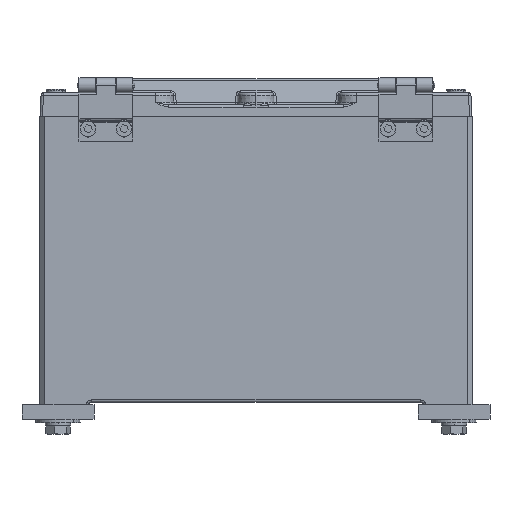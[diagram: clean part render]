
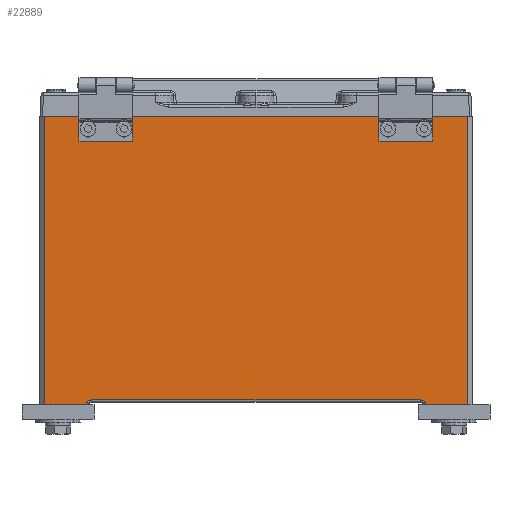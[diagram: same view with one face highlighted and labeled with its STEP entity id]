
A CAD part, left-side view. The second image highlights one B-rep face of the part: STEP entity #22889.
In plain terms, the highlighted face is planar.
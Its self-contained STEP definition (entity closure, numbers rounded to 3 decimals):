
#45 = VERTEX_POINT ( 'NONE', #36585 ) ;
#66 = ORIENTED_EDGE ( 'NONE', *, *, #18615, .T. ) ;
#547 = ORIENTED_EDGE ( 'NONE', *, *, #10023, .T. ) ;
#861 = DIRECTION ( 'NONE',  ( 1., 0., 0. ) ) ;
#1035 = LINE ( 'NONE', #27650, #26798 ) ;
#2040 = ORIENTED_EDGE ( 'NONE', *, *, #45102, .F. ) ;
#2203 = DIRECTION ( 'NONE',  ( 0., 0., -1. ) ) ;
#2520 = VERTEX_POINT ( 'NONE', #13757 ) ;
#2675 = LINE ( 'NONE', #29263, #8351 ) ;
#2703 = VERTEX_POINT ( 'NONE', #40436 ) ;
#2818 = VERTEX_POINT ( 'NONE', #6009 ) ;
#2999 = FACE_OUTER_BOUND ( 'NONE', #39795, .T. ) ;
#3063 = DIRECTION ( 'NONE',  ( 0., 0., 1. ) ) ;
#3129 = LINE ( 'NONE', #23692, #9076 ) ;
#3837 = ORIENTED_EDGE ( 'NONE', *, *, #5356, .F. ) ;
#4667 = DIRECTION ( 'NONE',  ( 0., 0., -1. ) ) ;
#5356 = EDGE_CURVE ( 'NONE', #35914, #43384, #18524, .T. ) ;
#5376 = ORIENTED_EDGE ( 'NONE', *, *, #41530, .T. ) ;
#5396 = VERTEX_POINT ( 'NONE', #40560 ) ;
#5700 = AXIS2_PLACEMENT_3D ( 'NONE', #7323, #33921, #8870 ) ;
#5717 = CARTESIAN_POINT ( 'NONE',  ( 117.5, -110., -16. ) ) ;
#5780 = DIRECTION ( 'NONE',  ( 0., 0., -1. ) ) ;
#6009 = CARTESIAN_POINT ( 'NONE',  ( 117.5, 176., -2.5 ) ) ;
#6821 = CARTESIAN_POINT ( 'NONE',  ( 117.5, 180., -43. ) ) ;
#6998 = CARTESIAN_POINT ( 'NONE',  ( 117.5, 140., -12.5 ) ) ;
#7116 = DIRECTION ( 'NONE',  ( 0., 1., 0. ) ) ;
#7323 = CARTESIAN_POINT ( 'NONE',  ( 117.5, -110., -12.5 ) ) ;
#7327 = EDGE_CURVE ( 'NONE', #41006, #2703, #2675, .T. ) ;
#7737 = EDGE_CURVE ( 'NONE', #21264, #43384, #22032, .T. ) ;
#7930 = DIRECTION ( 'NONE',  ( 0., 0., -1. ) ) ;
#8273 = CARTESIAN_POINT ( 'NONE',  ( 117.5, -140., -12.5 ) ) ;
#8351 = VECTOR ( 'NONE', #8770, 1000. ) ;
#8770 = DIRECTION ( 'NONE',  ( 0., -1., 0. ) ) ;
#8870 = DIRECTION ( 'NONE',  ( 0., 0., -1. ) ) ;
#9076 = VECTOR ( 'NONE', #3063, 1000. ) ;
#9508 = VERTEX_POINT ( 'NONE', #29516 ) ;
#9725 = CIRCLE ( 'NONE', #25970, 5. ) ;
#9917 = DIRECTION ( 'NONE',  ( 1., 0., 0. ) ) ;
#10023 = EDGE_CURVE ( 'NONE', #35914, #2818, #3129, .T. ) ;
#10185 = CARTESIAN_POINT ( 'NONE',  ( 117.5, 137., -243.5 ) ) ;
#10506 = CARTESIAN_POINT ( 'NONE',  ( 117.5, -140., -12.5 ) ) ;
#11259 = CARTESIAN_POINT ( 'NONE',  ( 117.5, -176., -43. ) ) ;
#12873 = EDGE_LOOP ( 'NONE', ( #31912, #2040 ) ) ;
#12898 = DIRECTION ( 'NONE',  ( 0., 0., -1. ) ) ;
#13080 = DIRECTION ( 'NONE',  ( 0., 0., -1. ) ) ;
#13477 = EDGE_CURVE ( 'NONE', #9508, #2818, #35527, .T. ) ;
#13757 = CARTESIAN_POINT ( 'NONE',  ( 117.5, 140., -9. ) ) ;
#14701 = AXIS2_PLACEMENT_3D ( 'NONE', #10506, #43204, #24964 ) ;
#14927 = EDGE_CURVE ( 'NONE', #44924, #2520, #36642, .T. ) ;
#14994 = CARTESIAN_POINT ( 'NONE',  ( 117.5, 180., -2.5 ) ) ;
#15093 = CIRCLE ( 'NONE', #40966, 3.5 ) ;
#15826 = AXIS2_PLACEMENT_3D ( 'NONE', #36516, #9917, #44902 ) ;
#16517 = EDGE_CURVE ( 'NONE', #20612, #46073, #18036, .T. ) ;
#17865 = VECTOR ( 'NONE', #41618, 1000. ) ;
#18036 = CIRCLE ( 'NONE', #20377, 3.5 ) ;
#18184 = CARTESIAN_POINT ( 'NONE',  ( 117.5, 140., -12.5 ) ) ;
#18524 = LINE ( 'NONE', #39072, #34280 ) ;
#18615 = EDGE_CURVE ( 'NONE', #41006, #27431, #9725, .T. ) ;
#20006 = DIRECTION ( 'NONE',  ( -1., 0., 0. ) ) ;
#20377 = AXIS2_PLACEMENT_3D ( 'NONE', #46839, #26310, #5780 ) ;
#20479 = DIRECTION ( 'NONE',  ( 1., 0., 0. ) ) ;
#20612 = VERTEX_POINT ( 'NONE', #35629 ) ;
#20904 = CARTESIAN_POINT ( 'NONE',  ( 117.5, -141.899, -242.5 ) ) ;
#21264 = VERTEX_POINT ( 'NONE', #33030 ) ;
#21321 = ORIENTED_EDGE ( 'NONE', *, *, #33580, .F. ) ;
#21384 = CARTESIAN_POINT ( 'NONE',  ( 117.5, 110., -12.5 ) ) ;
#21913 = ORIENTED_EDGE ( 'NONE', *, *, #7737, .T. ) ;
#22032 = CIRCLE ( 'NONE', #27514, 5. ) ;
#22475 = EDGE_LOOP ( 'NONE', ( #32389, #31006 ) ) ;
#22593 = CIRCLE ( 'NONE', #46071, 3.5 ) ;
#22889 = ADVANCED_FACE ( 'NONE', ( #25825, #31861, #38005, #44057, #2999 ), #27353, .T. ) ;
#23168 = CIRCLE ( 'NONE', #14701, 3.5 ) ;
#23438 = ORIENTED_EDGE ( 'NONE', *, *, #31807, .F. ) ;
#23692 = CARTESIAN_POINT ( 'NONE',  ( 117.5, 176., -43. ) ) ;
#24289 = DIRECTION ( 'NONE',  ( 0., 0., -1. ) ) ;
#24964 = DIRECTION ( 'NONE',  ( 0., 0., -1. ) ) ;
#25220 = CARTESIAN_POINT ( 'NONE',  ( 117.5, 176., -242.5 ) ) ;
#25825 = FACE_BOUND ( 'NONE', #12873, .T. ) ;
#25970 = AXIS2_PLACEMENT_3D ( 'NONE', #40530, #20006, #46601 ) ;
#26310 = DIRECTION ( 'NONE',  ( 1., 0., 0. ) ) ;
#26478 = ORIENTED_EDGE ( 'NONE', *, *, #7327, .F. ) ;
#26798 = VECTOR ( 'NONE', #7116, 1000. ) ;
#27353 = PLANE ( 'NONE',  #28268 ) ;
#27431 = VERTEX_POINT ( 'NONE', #38749 ) ;
#27514 = AXIS2_PLACEMENT_3D ( 'NONE', #10185, #35335, #7930 ) ;
#27650 = CARTESIAN_POINT ( 'NONE',  ( 117.5, 137., -238.5 ) ) ;
#27898 = ORIENTED_EDGE ( 'NONE', *, *, #46652, .F. ) ;
#28268 = AXIS2_PLACEMENT_3D ( 'NONE', #6821, #33403, #12898 ) ;
#28555 = AXIS2_PLACEMENT_3D ( 'NONE', #18184, #44808, #24289 ) ;
#29165 = CIRCLE ( 'NONE', #15826, 3.5 ) ;
#29172 = VERTEX_POINT ( 'NONE', #46881 ) ;
#29263 = CARTESIAN_POINT ( 'NONE',  ( 117.5, 180., -242.5 ) ) ;
#29516 = CARTESIAN_POINT ( 'NONE',  ( 117.5, -176., -2.5 ) ) ;
#31006 = ORIENTED_EDGE ( 'NONE', *, *, #16517, .F. ) ;
#31192 = EDGE_CURVE ( 'NONE', #27431, #21264, #1035, .T. ) ;
#31665 = ORIENTED_EDGE ( 'NONE', *, *, #31192, .T. ) ;
#31750 = LINE ( 'NONE', #11259, #42858 ) ;
#31762 = ORIENTED_EDGE ( 'NONE', *, *, #13477, .F. ) ;
#31807 = EDGE_CURVE ( 'NONE', #37075, #45, #40928, .T. ) ;
#31861 = FACE_BOUND ( 'NONE', #45372, .T. ) ;
#31912 = ORIENTED_EDGE ( 'NONE', *, *, #45215, .F. ) ;
#32389 = ORIENTED_EDGE ( 'NONE', *, *, #36027, .F. ) ;
#32907 = DIRECTION ( 'NONE',  ( 0., -1., 0. ) ) ;
#33030 = CARTESIAN_POINT ( 'NONE',  ( 117.5, 137., -238.5 ) ) ;
#33403 = DIRECTION ( 'NONE',  ( 1., 0., 0. ) ) ;
#33580 = EDGE_CURVE ( 'NONE', #45, #37075, #29165, .T. ) ;
#33584 = DIRECTION ( 'NONE',  ( 1., 0., 0. ) ) ;
#33921 = DIRECTION ( 'NONE',  ( 1., 0., 0. ) ) ;
#34280 = VECTOR ( 'NONE', #32907, 1000. ) ;
#35335 = DIRECTION ( 'NONE',  ( -1., 0., 0. ) ) ;
#35527 = LINE ( 'NONE', #14994, #17865 ) ;
#35629 = CARTESIAN_POINT ( 'NONE',  ( 117.5, 110., -9. ) ) ;
#35914 = VERTEX_POINT ( 'NONE', #25220 ) ;
#36027 = EDGE_CURVE ( 'NONE', #46073, #20612, #15093, .T. ) ;
#36060 = EDGE_LOOP ( 'NONE', ( #37292, #27898 ) ) ;
#36516 = CARTESIAN_POINT ( 'NONE',  ( 117.5, -110., -12.5 ) ) ;
#36585 = CARTESIAN_POINT ( 'NONE',  ( 117.5, -110., -9. ) ) ;
#36620 = CARTESIAN_POINT ( 'NONE',  ( 117.5, 110., -16. ) ) ;
#36642 = CIRCLE ( 'NONE', #40161, 3.5 ) ;
#36997 = CIRCLE ( 'NONE', #28555, 3.5 ) ;
#37075 = VERTEX_POINT ( 'NONE', #5717 ) ;
#37292 = ORIENTED_EDGE ( 'NONE', *, *, #14927, .F. ) ;
#37895 = DIRECTION ( 'NONE',  ( 0., 0., -1. ) ) ;
#38005 = FACE_BOUND ( 'NONE', #22475, .T. ) ;
#38749 = CARTESIAN_POINT ( 'NONE',  ( 117.5, -137., -238.5 ) ) ;
#39072 = CARTESIAN_POINT ( 'NONE',  ( 117.5, 180., -242.5 ) ) ;
#39795 = EDGE_LOOP ( 'NONE', ( #26478, #66, #31665, #21913, #3837, #547, #31762, #5376 ) ) ;
#40161 = AXIS2_PLACEMENT_3D ( 'NONE', #6998, #33584, #13080 ) ;
#40436 = CARTESIAN_POINT ( 'NONE',  ( 117.5, -176., -242.5 ) ) ;
#40530 = CARTESIAN_POINT ( 'NONE',  ( 117.5, -137., -243.5 ) ) ;
#40560 = CARTESIAN_POINT ( 'NONE',  ( 117.5, -140., -9. ) ) ;
#40928 = CIRCLE ( 'NONE', #5700, 3.5 ) ;
#40966 = AXIS2_PLACEMENT_3D ( 'NONE', #21384, #861, #4667 ) ;
#41006 = VERTEX_POINT ( 'NONE', #20904 ) ;
#41530 = EDGE_CURVE ( 'NONE', #9508, #2703, #31750, .T. ) ;
#41618 = DIRECTION ( 'NONE',  ( 0., 1., 0. ) ) ;
#42228 = CARTESIAN_POINT ( 'NONE',  ( 117.5, 140., -16. ) ) ;
#42858 = VECTOR ( 'NONE', #37895, 1000. ) ;
#43204 = DIRECTION ( 'NONE',  ( 1., 0., 0. ) ) ;
#43384 = VERTEX_POINT ( 'NONE', #45423 ) ;
#44057 = FACE_BOUND ( 'NONE', #36060, .T. ) ;
#44808 = DIRECTION ( 'NONE',  ( 1., 0., 0. ) ) ;
#44902 = DIRECTION ( 'NONE',  ( 0., 0., -1. ) ) ;
#44924 = VERTEX_POINT ( 'NONE', #42228 ) ;
#45102 = EDGE_CURVE ( 'NONE', #5396, #29172, #22593, .T. ) ;
#45215 = EDGE_CURVE ( 'NONE', #29172, #5396, #23168, .T. ) ;
#45372 = EDGE_LOOP ( 'NONE', ( #23438, #21321 ) ) ;
#45423 = CARTESIAN_POINT ( 'NONE',  ( 117.5, 141.899, -242.5 ) ) ;
#46071 = AXIS2_PLACEMENT_3D ( 'NONE', #8273, #20479, #2203 ) ;
#46073 = VERTEX_POINT ( 'NONE', #36620 ) ;
#46601 = DIRECTION ( 'NONE',  ( 0., 0., -1. ) ) ;
#46652 = EDGE_CURVE ( 'NONE', #2520, #44924, #36997, .T. ) ;
#46839 = CARTESIAN_POINT ( 'NONE',  ( 117.5, 110., -12.5 ) ) ;
#46881 = CARTESIAN_POINT ( 'NONE',  ( 117.5, -140., -16. ) ) ;
